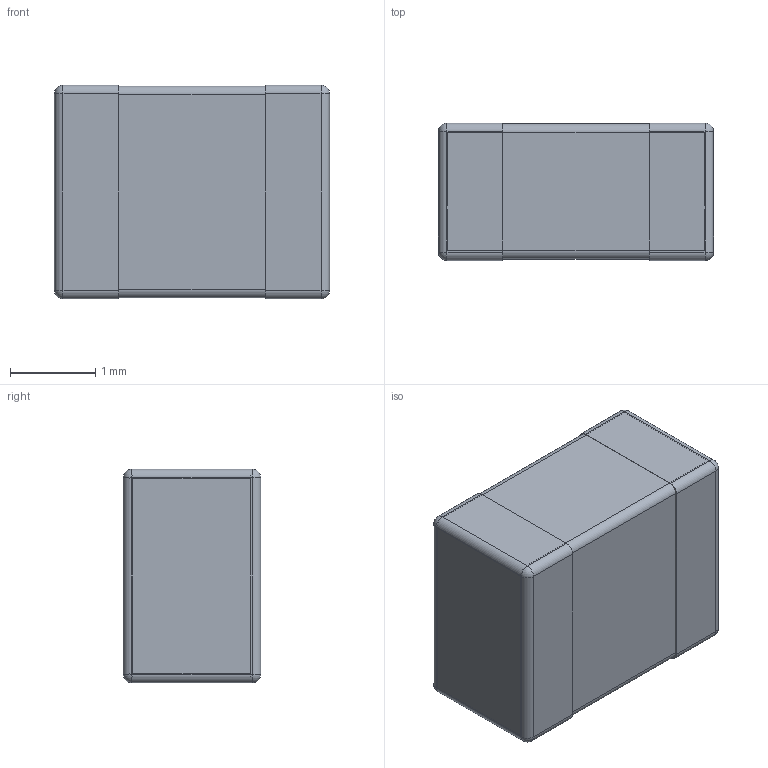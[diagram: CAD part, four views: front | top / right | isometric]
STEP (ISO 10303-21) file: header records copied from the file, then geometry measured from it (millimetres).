
FILE_DESCRIPTION( ( '' ), ' ' );
FILE_NAME( '5bb1e39f082fbd12746432cc.step', '2018-10-01T09:07:25', ( '' ), ( '' ), ' ', ' ', ' ' );
FILE_SCHEMA( ( 'AUTOMOTIVE_DESIGN { 1 0 10303 214 1 1 1 1 }' ) );
Length unit declared in the file: metre
Products named in the file (3): 1; 2; 3
Bounding box: 3.22 x 1.61 x 2.5 mm (x, y, z)
Surface area: 60.1 mm2
Topology: 3 solids, 3 shells, 100 faces, 235 edges, 130 vertices
Faces by surface type: plane 41, cylinder 28, sphere 16, extrusion 15
Entity records: 4333 total; most frequent: CARTESIAN_POINT 1334, ORIENTED_EDGE 438, DIRECTION 436, EDGE_CURVE 219, VECTOR 148, AXIS2_PLACEMENT_3D 144, LINE 133, VERTEX_POINT 130
